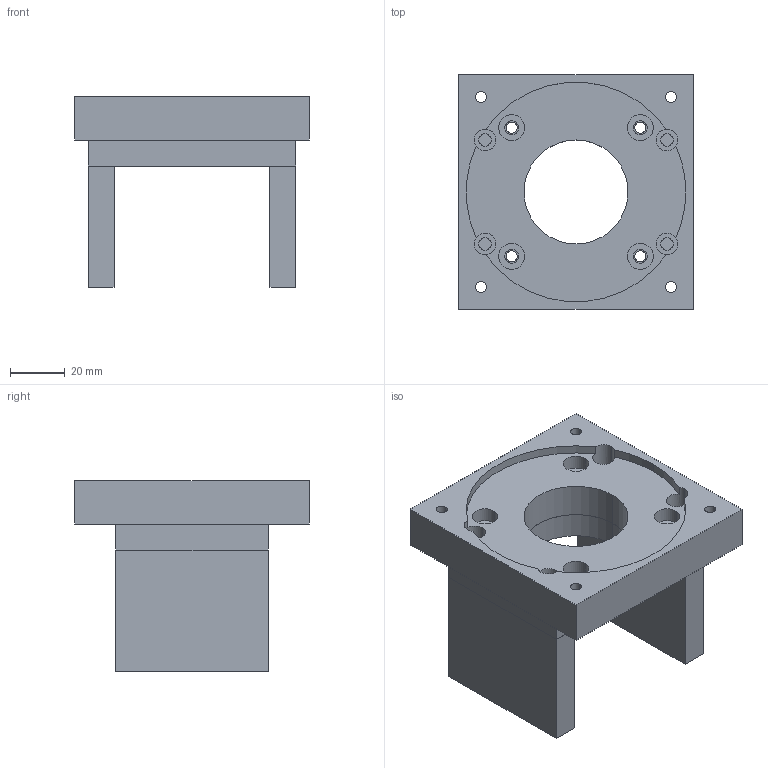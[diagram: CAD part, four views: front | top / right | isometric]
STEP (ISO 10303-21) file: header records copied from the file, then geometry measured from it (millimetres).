
FILE_DESCRIPTION (( 'STEP AP214' ), '1' );
FILE_NAME ('LARSACC-016.step', '2019-07-31T21:58:34', ( '' ), ( '' ), 'SwSTEP 2.0', 'SolidWorks 2018', '' );
FILE_SCHEMA (( 'AUTOMOTIVE_DESIGN' ));
Length unit declared in the file: millimetre
Products named in the file (1): LARSACC-016
Bounding box: 86 x 86 x 69.85 mm (x, y, z)
Volume: 157271.9 mm3; surface area: 48033.1 mm2
Topology: 4 solids, 4 shells, 108 faces, 267 edges, 178 vertices
Faces by surface type: cylinder 69, plane 39
Entity records: 4279 total; most frequent: DIRECTION 631, CARTESIAN_POINT 554, ORIENTED_EDGE 534, EDGE_CURVE 267, AXIS2_PLACEMENT_3D 255, VERTEX_POINT 178, EDGE_LOOP 155, CIRCLE 146
